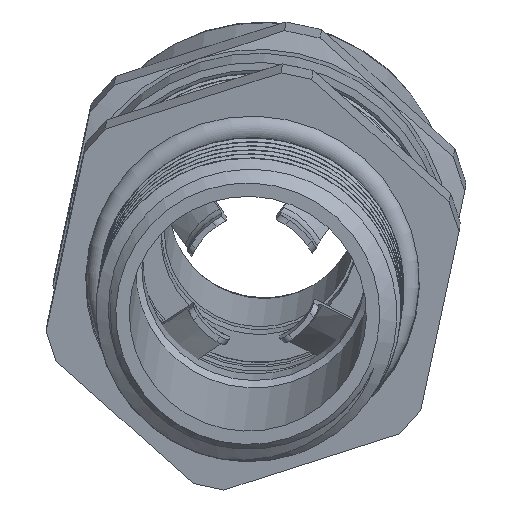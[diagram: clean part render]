
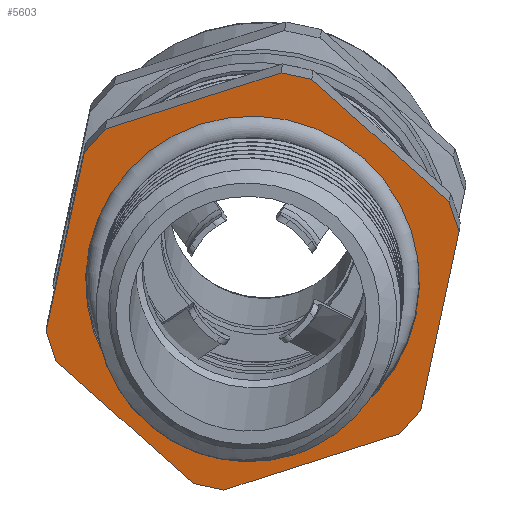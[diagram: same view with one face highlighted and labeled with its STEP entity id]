
A CAD part, top view. The second image highlights one B-rep face of the part: STEP entity #5603.
In plain terms, the highlighted face is planar.
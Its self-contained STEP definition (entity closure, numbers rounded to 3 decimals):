
#451=LINE('',#13098,#766);
#453=LINE('',#13108,#768);
#455=LINE('',#13116,#770);
#457=LINE('',#13126,#772);
#459=LINE('',#13134,#774);
#461=LINE('',#13144,#776);
#464=LINE('',#13159,#779);
#467=LINE('',#13174,#782);
#469=LINE('',#13186,#784);
#471=LINE('',#13190,#786);
#472=LINE('',#13193,#787);
#473=LINE('',#13196,#788);
#766=VECTOR('',#7705,10.);
#768=VECTOR('',#7711,10.);
#770=VECTOR('',#7715,10.);
#772=VECTOR('',#7721,10.);
#774=VECTOR('',#7725,10.);
#776=VECTOR('',#7731,10.);
#779=VECTOR('',#7736,10.);
#782=VECTOR('',#7741,10.);
#784=VECTOR('',#7745,10.);
#786=VECTOR('',#7751,10.);
#787=VECTOR('',#7756,10.);
#788=VECTOR('',#7761,10.);
#1127=PLANE('',#6294);
#1195=FACE_BOUND('',#1866,.T.);
#1491=FACE_OUTER_BOUND('',#1865,.T.);
#1865=EDGE_LOOP('',(#5047,#5048,#5049,#5050,#5051,#5052,#5053,#5054,#5055,
#5056,#5057,#5058));
#1866=EDGE_LOOP('',(#5059));
#2173=CIRCLE('',#6285,8.716);
#2679=VERTEX_POINT('',#13095);
#2680=VERTEX_POINT('',#13097);
#2683=VERTEX_POINT('',#13107);
#2685=VERTEX_POINT('',#13115);
#2688=VERTEX_POINT('',#13125);
#2690=VERTEX_POINT('',#13133);
#2693=VERTEX_POINT('',#13143);
#2697=VERTEX_POINT('',#13156);
#2698=VERTEX_POINT('',#13158);
#2702=VERTEX_POINT('',#13171);
#2703=VERTEX_POINT('',#13173);
#2706=VERTEX_POINT('',#13185);
#2711=VERTEX_POINT('',#13223);
#3452=EDGE_CURVE('',#2680,#2679,#451,.T.);
#3456=EDGE_CURVE('',#2683,#2680,#453,.T.);
#3459=EDGE_CURVE('',#2685,#2683,#455,.T.);
#3463=EDGE_CURVE('',#2688,#2685,#457,.T.);
#3466=EDGE_CURVE('',#2690,#2688,#459,.T.);
#3470=EDGE_CURVE('',#2693,#2690,#461,.T.);
#3475=EDGE_CURVE('',#2698,#2697,#464,.T.);
#3480=EDGE_CURVE('',#2703,#2702,#467,.T.);
#3484=EDGE_CURVE('',#2706,#2693,#469,.T.);
#3487=EDGE_CURVE('',#2702,#2706,#471,.T.);
#3489=EDGE_CURVE('',#2697,#2703,#472,.T.);
#3491=EDGE_CURVE('',#2679,#2698,#473,.T.);
#3502=EDGE_CURVE('',#2711,#2711,#2173,.T.);
#5047=ORIENTED_EDGE('',*,*,#3470,.T.);
#5048=ORIENTED_EDGE('',*,*,#3466,.T.);
#5049=ORIENTED_EDGE('',*,*,#3463,.T.);
#5050=ORIENTED_EDGE('',*,*,#3459,.T.);
#5051=ORIENTED_EDGE('',*,*,#3456,.T.);
#5052=ORIENTED_EDGE('',*,*,#3452,.T.);
#5053=ORIENTED_EDGE('',*,*,#3491,.T.);
#5054=ORIENTED_EDGE('',*,*,#3475,.T.);
#5055=ORIENTED_EDGE('',*,*,#3489,.T.);
#5056=ORIENTED_EDGE('',*,*,#3480,.T.);
#5057=ORIENTED_EDGE('',*,*,#3487,.T.);
#5058=ORIENTED_EDGE('',*,*,#3484,.T.);
#5059=ORIENTED_EDGE('',*,*,#3502,.F.);
#5603=ADVANCED_FACE('',(#1491,#1195),#1127,.T.);
#6285=AXIS2_PLACEMENT_3D('',#13224,#7806,#7807);
#6294=AXIS2_PLACEMENT_3D('',#13236,#7824,#7825);
#7705=DIRECTION('',(0.,0.5,-0.866));
#7711=DIRECTION('',(0.,0.,-1.));
#7715=DIRECTION('',(0.,-0.5,-0.866));
#7721=DIRECTION('',(0.,-0.866,-0.5));
#7725=DIRECTION('',(0.,-1.,0.));
#7731=DIRECTION('',(0.,-0.866,0.5));
#7736=DIRECTION('',(0.,1.,0.));
#7741=DIRECTION('',(0.,0.5,0.866));
#7745=DIRECTION('',(0.,-0.5,0.866));
#7751=DIRECTION('',(0.,0.,1.));
#7756=DIRECTION('',(0.,0.866,0.5));
#7761=DIRECTION('',(0.,0.866,-0.5));
#7806=DIRECTION('center_axis',(1.,0.,0.));
#7807=DIRECTION('ref_axis',(0.,0.,-1.));
#7824=DIRECTION('center_axis',(1.,0.,0.));
#7825=DIRECTION('ref_axis',(0.,0.,-1.));
#13095=CARTESIAN_POINT('',(-12.,-6.246,-9.182));
#13097=CARTESIAN_POINT('',(-12.,-11.075,-0.818));
#13098=CARTESIAN_POINT('',(-12.,-8.778,-4.796));
#13107=CARTESIAN_POINT('',(-12.,-11.075,0.818));
#13108=CARTESIAN_POINT('',(-12.,-11.075,0.409));
#13115=CARTESIAN_POINT('',(-12.,-6.246,9.182));
#13116=CARTESIAN_POINT('',(-12.,-6.363,8.978));
#13125=CARTESIAN_POINT('',(-12.,-4.829,10.));
#13126=CARTESIAN_POINT('',(-12.,-1.915,11.683));
#13133=CARTESIAN_POINT('',(-12.,4.829,10.));
#13134=CARTESIAN_POINT('',(-12.,6.773,10.));
#13143=CARTESIAN_POINT('',(-12.,6.246,9.182));
#13144=CARTESIAN_POINT('',(-12.,9.16,7.5));
#13156=CARTESIAN_POINT('',(-12.,4.829,-10.));
#13158=CARTESIAN_POINT('',(-12.,-4.829,-10.));
#13159=CARTESIAN_POINT('',(-12.,1.943,-10.));
#13171=CARTESIAN_POINT('',(-12.,11.075,-0.818));
#13173=CARTESIAN_POINT('',(-12.,6.246,-9.182));
#13174=CARTESIAN_POINT('',(-12.,8.542,-5.204));
#13185=CARTESIAN_POINT('',(-12.,11.075,0.818));
#13186=CARTESIAN_POINT('',(-12.,10.957,1.022));
#13190=CARTESIAN_POINT('',(-12.,11.075,-0.409));
#13193=CARTESIAN_POINT('',(-12.,8.452,-7.908));
#13196=CARTESIAN_POINT('',(-12.,-2.623,-11.274));
#13223=CARTESIAN_POINT('',(-12.,8.716,0.));
#13224=CARTESIAN_POINT('Origin',(-12.,0.,0.));
#13236=CARTESIAN_POINT('Origin',(-12.,8.716,0.));
